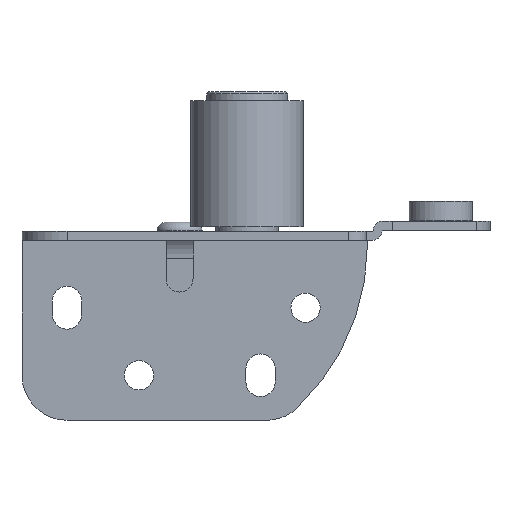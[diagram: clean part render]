
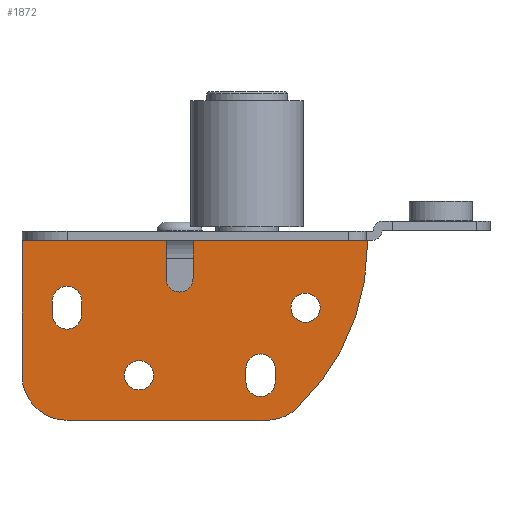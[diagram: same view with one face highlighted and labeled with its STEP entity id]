
A CAD part, left-side view. The second image highlights one B-rep face of the part: STEP entity #1872.
In plain terms, the highlighted planar face has unit normal (-1, 0, 0).
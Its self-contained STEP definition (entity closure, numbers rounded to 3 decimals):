
#50=FACE_BOUND('',#415,.T.);
#51=FACE_BOUND('',#416,.T.);
#52=FACE_BOUND('',#417,.T.);
#53=FACE_BOUND('',#418,.T.);
#123=CIRCLE('',#2023,3.25);
#125=CIRCLE('',#2027,3.25);
#128=CIRCLE('',#2036,3.25);
#131=CIRCLE('',#2045,3.25);
#132=CIRCLE('',#2047,3.25);
#133=CIRCLE('',#2050,3.25);
#167=CIRCLE('',#2110,3.);
#177=CIRCLE('',#2132,10.);
#178=CIRCLE('',#2135,10.);
#179=CIRCLE('',#2136,50.);
#301=FACE_OUTER_BOUND('',#414,.T.);
#414=EDGE_LOOP('',(#1574,#1575,#1576,#1577,#1578,#1579,#1580,#1581,#1582,
#1583,#1584));
#415=EDGE_LOOP('',(#1585,#1586,#1587,#1588));
#416=EDGE_LOOP('',(#1589));
#417=EDGE_LOOP('',(#1590));
#418=EDGE_LOOP('',(#1591,#1592,#1593,#1594));
#511=LINE('',#2995,#665);
#521=LINE('',#3021,#675);
#525=LINE('',#3032,#679);
#527=LINE('',#3038,#681);
#555=LINE('',#3213,#709);
#566=LINE('',#3246,#720);
#575=LINE('',#3274,#729);
#584=LINE('',#3299,#738);
#585=LINE('',#3301,#739);
#586=LINE('',#3307,#740);
#587=LINE('',#3308,#741);
#665=VECTOR('',#2365,10.);
#675=VECTOR('',#2393,10.);
#679=VECTOR('',#2407,10.);
#681=VECTOR('',#2415,10.);
#709=VECTOR('',#2551,10.);
#720=VECTOR('',#2580,10.);
#729=VECTOR('',#2609,10.);
#738=VECTOR('',#2636,10.);
#739=VECTOR('',#2639,10.);
#740=VECTOR('',#2644,10.);
#741=VECTOR('',#2645,10.);
#820=VERTEX_POINT('',#2964);
#822=VERTEX_POINT('',#2972);
#827=VERTEX_POINT('',#2992);
#828=VERTEX_POINT('',#2994);
#829=VERTEX_POINT('',#2998);
#834=VERTEX_POINT('',#3018);
#835=VERTEX_POINT('',#3020);
#836=VERTEX_POINT('',#3024);
#837=VERTEX_POINT('',#3028);
#838=VERTEX_POINT('',#3034);
#879=VERTEX_POINT('',#3210);
#880=VERTEX_POINT('',#3212);
#887=VERTEX_POINT('',#3228);
#893=VERTEX_POINT('',#3244);
#902=VERTEX_POINT('',#3272);
#907=VERTEX_POINT('',#3291);
#908=VERTEX_POINT('',#3293);
#909=VERTEX_POINT('',#3297);
#910=VERTEX_POINT('',#3302);
#911=VERTEX_POINT('',#3304);
#912=VERTEX_POINT('',#3306);
#1013=EDGE_CURVE('',#820,#820,#123,.T.);
#1017=EDGE_CURVE('',#822,#822,#125,.T.);
#1027=EDGE_CURVE('',#827,#828,#511,.T.);
#1029=EDGE_CURVE('',#828,#829,#128,.T.);
#1040=EDGE_CURVE('',#834,#835,#521,.T.);
#1042=EDGE_CURVE('',#835,#836,#131,.T.);
#1045=EDGE_CURVE('',#837,#834,#132,.T.);
#1046=EDGE_CURVE('',#836,#837,#525,.T.);
#1048=EDGE_CURVE('',#838,#827,#133,.T.);
#1049=EDGE_CURVE('',#829,#838,#527,.T.);
#1111=EDGE_CURVE('',#879,#880,#555,.T.);
#1120=EDGE_CURVE('',#879,#887,#167,.T.);
#1128=EDGE_CURVE('',#893,#887,#566,.T.);
#1142=EDGE_CURVE('',#902,#893,#575,.T.);
#1151=EDGE_CURVE('',#908,#907,#177,.T.);
#1154=EDGE_CURVE('',#907,#909,#584,.T.);
#1155=EDGE_CURVE('',#902,#908,#585,.T.);
#1156=EDGE_CURVE('',#909,#910,#178,.T.);
#1157=EDGE_CURVE('',#911,#910,#179,.T.);
#1158=EDGE_CURVE('',#912,#911,#586,.T.);
#1159=EDGE_CURVE('',#880,#912,#587,.T.);
#1574=ORIENTED_EDGE('',*,*,#1111,.F.);
#1575=ORIENTED_EDGE('',*,*,#1120,.T.);
#1576=ORIENTED_EDGE('',*,*,#1128,.F.);
#1577=ORIENTED_EDGE('',*,*,#1142,.F.);
#1578=ORIENTED_EDGE('',*,*,#1155,.T.);
#1579=ORIENTED_EDGE('',*,*,#1151,.T.);
#1580=ORIENTED_EDGE('',*,*,#1154,.T.);
#1581=ORIENTED_EDGE('',*,*,#1156,.T.);
#1582=ORIENTED_EDGE('',*,*,#1157,.F.);
#1583=ORIENTED_EDGE('',*,*,#1158,.F.);
#1584=ORIENTED_EDGE('',*,*,#1159,.F.);
#1585=ORIENTED_EDGE('',*,*,#1042,.F.);
#1586=ORIENTED_EDGE('',*,*,#1040,.F.);
#1587=ORIENTED_EDGE('',*,*,#1045,.F.);
#1588=ORIENTED_EDGE('',*,*,#1046,.F.);
#1589=ORIENTED_EDGE('',*,*,#1017,.F.);
#1590=ORIENTED_EDGE('',*,*,#1013,.F.);
#1591=ORIENTED_EDGE('',*,*,#1029,.F.);
#1592=ORIENTED_EDGE('',*,*,#1027,.F.);
#1593=ORIENTED_EDGE('',*,*,#1048,.F.);
#1594=ORIENTED_EDGE('',*,*,#1049,.F.);
#1784=PLANE('',#2134);
#1872=ADVANCED_FACE('',(#301,#50,#51,#52,#53),#1784,.F.);
#2023=AXIS2_PLACEMENT_3D('',#2966,#2332,#2333);
#2027=AXIS2_PLACEMENT_3D('',#2974,#2342,#2343);
#2036=AXIS2_PLACEMENT_3D('',#2999,#2369,#2370);
#2045=AXIS2_PLACEMENT_3D('',#3025,#2397,#2398);
#2047=AXIS2_PLACEMENT_3D('',#3030,#2403,#2404);
#2050=AXIS2_PLACEMENT_3D('',#3036,#2411,#2412);
#2110=AXIS2_PLACEMENT_3D('',#3230,#2565,#2566);
#2132=AXIS2_PLACEMENT_3D('',#3294,#2630,#2631);
#2134=AXIS2_PLACEMENT_3D('',#3300,#2637,#2638);
#2135=AXIS2_PLACEMENT_3D('',#3303,#2640,#2641);
#2136=AXIS2_PLACEMENT_3D('',#3305,#2642,#2643);
#2332=DIRECTION('center_axis',(-1.,0.,0.));
#2333=DIRECTION('ref_axis',(0.,0.,1.));
#2342=DIRECTION('center_axis',(-1.,0.,0.));
#2343=DIRECTION('ref_axis',(0.,0.,1.));
#2365=DIRECTION('',(0.,0.,1.));
#2369=DIRECTION('center_axis',(-1.,0.,0.));
#2370=DIRECTION('ref_axis',(0.,1.,0.));
#2393=DIRECTION('',(0.,0.,1.));
#2397=DIRECTION('center_axis',(-1.,0.,0.));
#2398=DIRECTION('ref_axis',(0.,1.,0.));
#2403=DIRECTION('center_axis',(-1.,0.,0.));
#2404=DIRECTION('ref_axis',(0.,-1.,0.));
#2407=DIRECTION('',(0.,0.,-1.));
#2411=DIRECTION('center_axis',(-1.,0.,0.));
#2412=DIRECTION('ref_axis',(0.,-1.,0.));
#2415=DIRECTION('',(0.,0.,-1.));
#2551=DIRECTION('',(0.,0.,1.));
#2565=DIRECTION('center_axis',(1.,0.,0.));
#2566=DIRECTION('ref_axis',(0.,-0.707,-0.707));
#2580=DIRECTION('',(0.,0.,-1.));
#2609=DIRECTION('',(0.,-1.,0.));
#2630=DIRECTION('center_axis',(-1.,0.,0.));
#2631=DIRECTION('ref_axis',(0.,0.707,-0.707));
#2636=DIRECTION('',(0.,-1.,0.));
#2637=DIRECTION('center_axis',(1.,0.,0.));
#2638=DIRECTION('ref_axis',(0.,0.,1.));
#2639=DIRECTION('',(0.,0.,-1.));
#2640=DIRECTION('center_axis',(-1.,0.,0.));
#2641=DIRECTION('ref_axis',(0.,-0.371,-0.929));
#2642=DIRECTION('center_axis',(1.,0.,0.));
#2643=DIRECTION('ref_axis',(0.,0.626,0.78));
#2644=DIRECTION('',(0.,0.,-1.));
#2645=DIRECTION('',(0.,-1.,0.));
#2964=CARTESIAN_POINT('',(-2.,-24.625,-20.25));
#2966=CARTESIAN_POINT('Origin',(-2.,-24.625,-17.));
#2972=CARTESIAN_POINT('',(-2.,12.375,-35.25));
#2974=CARTESIAN_POINT('Origin',(-2.,12.375,-32.));
#2992=CARTESIAN_POINT('',(-2.,-17.875,-33.5));
#2994=CARTESIAN_POINT('',(-2.,-17.875,-30.5));
#2995=CARTESIAN_POINT('',(-2.,-17.875,-17.75));
#2998=CARTESIAN_POINT('',(-2.,-11.375,-30.5));
#2999=CARTESIAN_POINT('Origin',(-2.,-14.625,-30.5));
#3018=CARTESIAN_POINT('',(-2.,25.125,-18.5));
#3020=CARTESIAN_POINT('',(-2.,25.125,-15.5));
#3021=CARTESIAN_POINT('',(-2.,25.125,-10.25));
#3024=CARTESIAN_POINT('',(-2.,31.625,-15.5));
#3025=CARTESIAN_POINT('Origin',(-2.,28.375,-15.5));
#3028=CARTESIAN_POINT('',(-2.,31.625,-18.5));
#3030=CARTESIAN_POINT('Origin',(-2.,28.375,-18.5));
#3032=CARTESIAN_POINT('',(-2.,31.625,-8.75));
#3034=CARTESIAN_POINT('',(-2.,-11.375,-33.5));
#3036=CARTESIAN_POINT('Origin',(-2.,-14.625,-33.5));
#3038=CARTESIAN_POINT('',(-2.,-11.375,-16.25));
#3210=CARTESIAN_POINT('',(-2.,0.375,-10.5));
#3212=CARTESIAN_POINT('',(-2.,0.375,-2.1));
#3213=CARTESIAN_POINT('',(-2.,0.375,-3.471));
#3228=CARTESIAN_POINT('',(-2.,6.375,-10.5));
#3230=CARTESIAN_POINT('Origin',(-2.,3.375,-10.5));
#3244=CARTESIAN_POINT('',(-2.,6.375,-2.1));
#3246=CARTESIAN_POINT('',(-2.,6.375,-3.471));
#3272=CARTESIAN_POINT('',(-2.,38.375,-2.1));
#3274=CARTESIAN_POINT('',(-2.,38.375,-2.1));
#3291=CARTESIAN_POINT('',(-2.,28.375,-42.));
#3293=CARTESIAN_POINT('',(-2.,38.375,-32.));
#3294=CARTESIAN_POINT('Origin',(-2.,28.375,-32.));
#3297=CARTESIAN_POINT('',(-2.,-15.925,-42.));
#3299=CARTESIAN_POINT('',(-2.,38.375,-42.));
#3300=CARTESIAN_POINT('Origin',(-2.,38.375,-2.));
#3301=CARTESIAN_POINT('',(-2.,38.375,-2.));
#3302=CARTESIAN_POINT('',(-2.,-22.812,-39.25));
#3303=CARTESIAN_POINT('Origin',(-2.,-15.925,-32.));
#3304=CARTESIAN_POINT('',(-2.,-38.375,-3.));
#3305=CARTESIAN_POINT('Origin',(-2.,11.625,-3.));
#3306=CARTESIAN_POINT('',(-2.,-38.375,-2.1));
#3307=CARTESIAN_POINT('',(-2.,-38.375,-2.));
#3308=CARTESIAN_POINT('',(-2.,38.375,-2.1));
